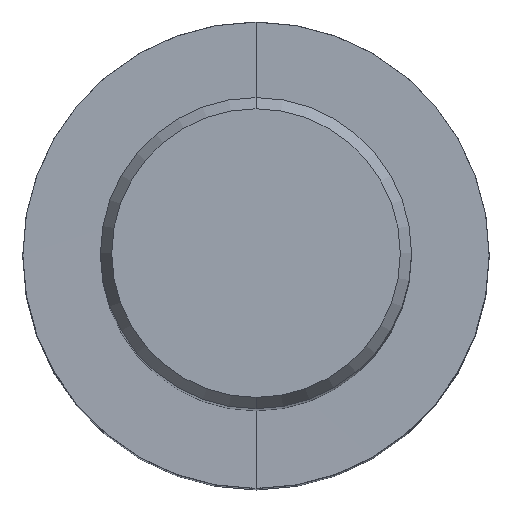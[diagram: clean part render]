
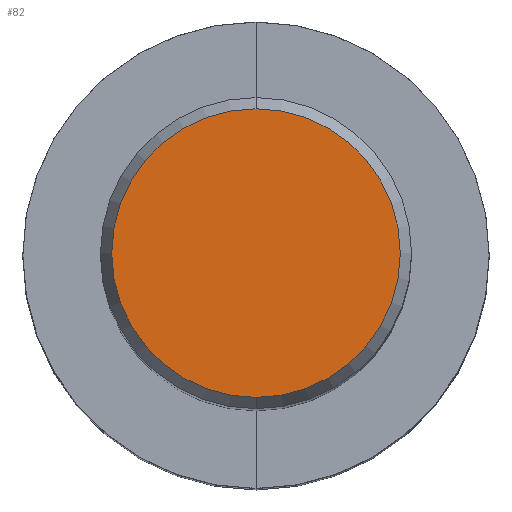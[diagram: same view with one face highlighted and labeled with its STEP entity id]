
A CAD part, top view. The second image highlights one B-rep face of the part: STEP entity #82.
In plain terms, the highlighted planar face has unit normal (0, 0, 1).
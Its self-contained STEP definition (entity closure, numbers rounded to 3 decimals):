
#82=ADVANCED_FACE('',(#196),#197,.T.);
#98=VERTEX_POINT('',#214);
#110=VERTEX_POINT('',#229);
#134=EDGE_CURVE('',#98,#110,#254,.T.);
#172=EDGE_CURVE('',#110,#98,#298,.T.);
#196=FACE_OUTER_BOUND('',#314,.T.);
#197=PLANE('',#315);
#214=CARTESIAN_POINT('',(0.,-5.892,0.01));
#229=CARTESIAN_POINT('',(0.0,5.892,0.01));
#254=CIRCLE('',#388,5.892);
#298=CIRCLE('',#442,5.892);
#314=EDGE_LOOP('',(#451,#452));
#315=AXIS2_PLACEMENT_3D('',#453,#454,#455);
#388=AXIS2_PLACEMENT_3D('',#511,#512,#513);
#442=AXIS2_PLACEMENT_3D('',#575,#576,#577);
#451=ORIENTED_EDGE('',*,*,#172,.F.);
#452=ORIENTED_EDGE('',*,*,#134,.F.);
#453=CARTESIAN_POINT('',(0.0,2.946,0.01));
#454=DIRECTION('',(-0.0,0.0,1.0));
#455=DIRECTION('',(0.0,-1.0,0.0));
#511=CARTESIAN_POINT('',(0.0,0.0,0.01));
#512=DIRECTION('',(0.0,0.0,-1.0));
#513=DIRECTION('',(0.0,1.0,0.0));
#575=CARTESIAN_POINT('',(0.0,0.0,0.01));
#576=DIRECTION('',(0.0,0.0,-1.0));
#577=DIRECTION('',(0.0,1.0,0.0));
